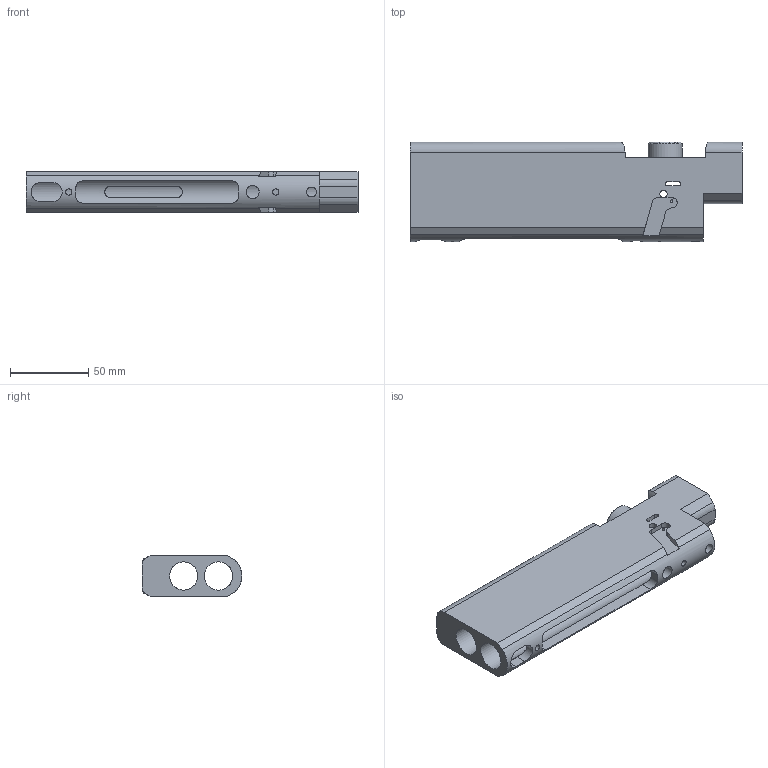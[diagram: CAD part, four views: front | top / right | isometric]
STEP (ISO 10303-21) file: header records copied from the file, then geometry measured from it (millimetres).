
FILE_DESCRIPTION(/* description */ (''),/* implementation_level */ '2;1');
FILE_NAME(/* name */ 'Bodyslug-AliasOEM.stp',/* time_stamp */ '2018-11-28T09:03:30-05:00',/* author */ ('twizzler'),/* organization */ (''),/* preprocessor_version */ 'ST-DEVELOPER v16.1',/* originating_system */ 'Autodesk Inventor 2016',/* authorisation */ '');
FILE_SCHEMA (('AUTOMOTIVE_DESIGN { 1 0 10303 214 3 1 1 }'));
Length unit declared in the file: inch
Products named in the file (1): Body slug - Alias OEM
Bounding box: 212.12 x 63.5 x 25.91 mm (x, y, z)
Volume: 179879.2 mm3; surface area: 58732.2 mm2
Topology: 1 solids, 1 shells, 85 faces, 270 edges, 182 vertices
Faces by surface type: cylinder 41, plane 40, cone 4
Full cylindrical faces by diameter (mm): 1.702 x2, 3.962 x2, 4.699 x2, 6.401 x1, 8.382 x2, 18.085 x2, 18.796 x1, 21.844 x1, 22.352 x1
Entity records: 3470 total; most frequent: CARTESIAN_POINT 1253, ORIENTED_EDGE 454, DIRECTION 414, EDGE_CURVE 227, VERTEX_POINT 163, AXIS2_PLACEMENT_3D 146, EDGE_LOOP 132, LINE 122
